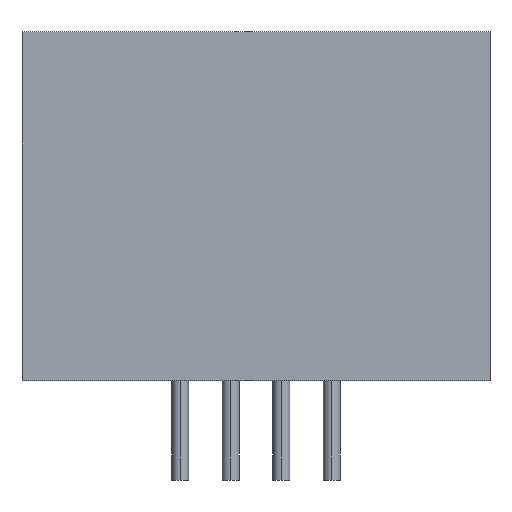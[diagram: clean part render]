
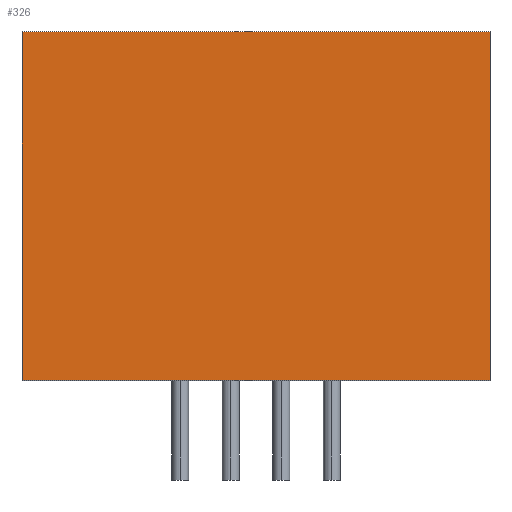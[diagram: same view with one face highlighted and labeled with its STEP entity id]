
A CAD part, top view. The second image highlights one B-rep face of the part: STEP entity #326.
In plain terms, the highlighted planar face has unit normal (0, 0, 1).
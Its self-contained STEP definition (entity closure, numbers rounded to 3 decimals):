
#13 = CARTESIAN_POINT ( 'NONE',  ( -11.75, -8.75, 8.5 ) ) ;
#41 = FACE_OUTER_BOUND ( 'NONE', #243, .T. ) ;
#47 = EDGE_CURVE ( 'NONE', #81, #540, #397, .T. ) ;
#63 = CARTESIAN_POINT ( 'NONE',  ( 11.75, -8.75, 8.5 ) ) ;
#81 = VERTEX_POINT ( 'NONE', #310 ) ;
#148 = CARTESIAN_POINT ( 'NONE',  ( 11.75, -8.75, 8.5 ) ) ;
#161 = EDGE_CURVE ( 'NONE', #172, #81, #492, .T. ) ;
#172 = VERTEX_POINT ( 'NONE', #403 ) ;
#175 = LINE ( 'NONE', #298, #293 ) ;
#192 = DIRECTION ( 'NONE',  ( 0., -1., 0. ) ) ;
#196 = VECTOR ( 'NONE', #192, 1000. ) ;
#213 = PLANE ( 'NONE',  #229 ) ;
#227 = CARTESIAN_POINT ( 'NONE',  ( -11.75, 8.75, 8.5 ) ) ;
#229 = AXIS2_PLACEMENT_3D ( 'NONE', #550, #255, #343 ) ;
#243 = EDGE_LOOP ( 'NONE', ( #470, #434, #394, #385 ) ) ;
#255 = DIRECTION ( 'NONE',  ( 0., 0., -1. ) ) ;
#293 = VECTOR ( 'NONE', #471, 1000. ) ;
#298 = CARTESIAN_POINT ( 'NONE',  ( -11.75, -8.75, 8.5 ) ) ;
#310 = CARTESIAN_POINT ( 'NONE',  ( -11.75, 8.75, 8.5 ) ) ;
#326 = ADVANCED_FACE ( 'NONE', ( #41 ), #213, .F. ) ;
#327 = CARTESIAN_POINT ( 'NONE',  ( -11.75, -8.75, 8.5 ) ) ;
#342 = VECTOR ( 'NONE', #451, 1000. ) ;
#343 = DIRECTION ( 'NONE',  ( -1., 0., 0. ) ) ;
#362 = EDGE_CURVE ( 'NONE', #540, #472, #175, .T. ) ;
#377 = VECTOR ( 'NONE', #400, 1000. ) ;
#385 = ORIENTED_EDGE ( 'NONE', *, *, #362, .T. ) ;
#394 = ORIENTED_EDGE ( 'NONE', *, *, #47, .T. ) ;
#397 = LINE ( 'NONE', #13, #196 ) ;
#400 = DIRECTION ( 'NONE',  ( -1., 0., 0. ) ) ;
#403 = CARTESIAN_POINT ( 'NONE',  ( 11.75, 8.75, 8.5 ) ) ;
#434 = ORIENTED_EDGE ( 'NONE', *, *, #161, .T. ) ;
#442 = EDGE_CURVE ( 'NONE', #472, #172, #527, .T. ) ;
#451 = DIRECTION ( 'NONE',  ( 0., 1., 0. ) ) ;
#470 = ORIENTED_EDGE ( 'NONE', *, *, #442, .T. ) ;
#471 = DIRECTION ( 'NONE',  ( 1., 0., 0. ) ) ;
#472 = VERTEX_POINT ( 'NONE', #148 ) ;
#492 = LINE ( 'NONE', #227, #377 ) ;
#527 = LINE ( 'NONE', #63, #342 ) ;
#540 = VERTEX_POINT ( 'NONE', #327 ) ;
#550 = CARTESIAN_POINT ( 'NONE',  ( 0., 0., 8.5 ) ) ;
